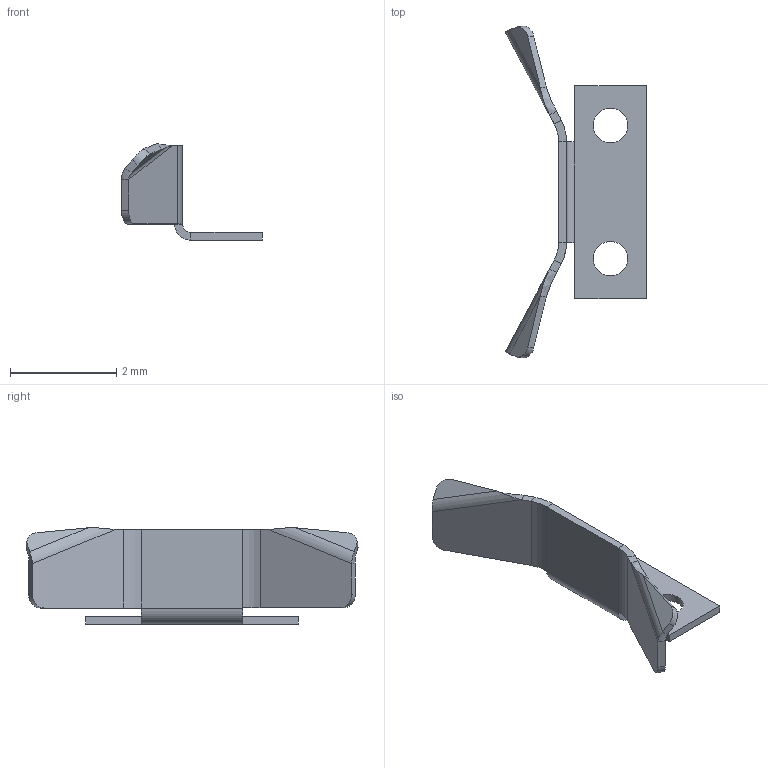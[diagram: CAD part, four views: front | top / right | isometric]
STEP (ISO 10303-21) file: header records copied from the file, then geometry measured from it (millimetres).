
FILE_DESCRIPTION(/* description */ (''),/* implementation_level */ '2;1');
FILE_NAME(/* name */ 'Keystone - 120TR.step',/* time_stamp */ '2020-04-02T15:16:30+01:00',/* author */ (''),/* organization */ (''),/* preprocessor_version */ 'ST-DEVELOPER v18',/* originating_system */ 'Autodesk Translation Framework v8.12.0.6',/* authorisation */ '');
FILE_SCHEMA (('AUTOMOTIVE_DESIGN { 1 0 10303 214 3 1 1 }'));
Length unit declared in the file: millimetre
Products named in the file (1): Keystone - 120TR
Bounding box: 2.65 x 6.24 x 1.81 mm (x, y, z)
Volume: 2.3 mm3; surface area: 34.1 mm2
Topology: 1 solids, 1 shells, 57 faces, 137 edges, 82 vertices
Faces by surface type: plane 37, cylinder 16, bspline 4
Full cylindrical faces by diameter (mm): 0.65 x2
Entity records: 1699 total; most frequent: CARTESIAN_POINT 337, ORIENTED_EDGE 274, DIRECTION 269, EDGE_CURVE 137, LINE 97, VECTOR 97, AXIS2_PLACEMENT_3D 86, VERTEX_POINT 82
